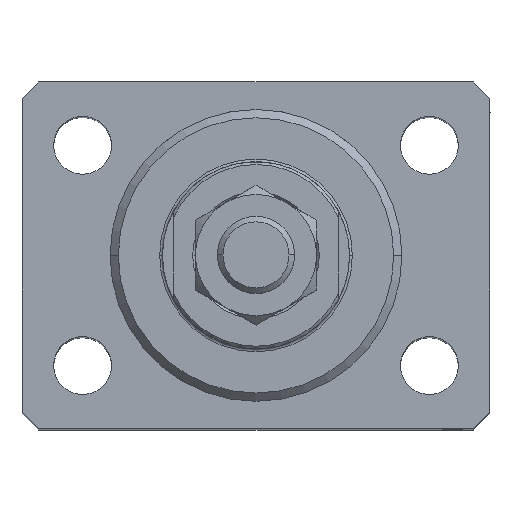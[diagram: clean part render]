
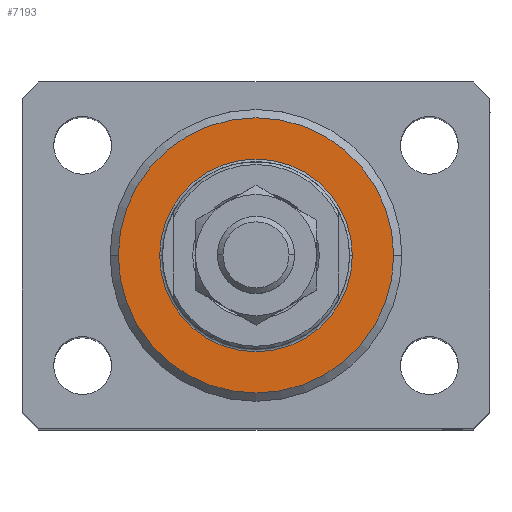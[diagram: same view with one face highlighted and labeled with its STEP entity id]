
A CAD part, top view. The second image highlights one B-rep face of the part: STEP entity #7193.
In plain terms, the highlighted face is planar.
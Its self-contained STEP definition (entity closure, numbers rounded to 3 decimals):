
#2036 = AXIS2_PLACEMENT_3D ( 'NONE', #31202, #12536, #45448 ) ;
#2743 = ORIENTED_EDGE ( 'NONE', *, *, #24433, .T. ) ;
#2879 = AXIS2_PLACEMENT_3D ( 'NONE', #20828, #27596, #16854 ) ;
#3663 = VERTEX_POINT ( 'NONE', #9256 ) ;
#5439 = VERTEX_POINT ( 'NONE', #11926 ) ;
#6423 = DIRECTION ( 'NONE',  ( 1., 0., 0. ) ) ;
#6505 = EDGE_CURVE ( 'NONE', #19853, #5439, #39173, .T. ) ;
#7193 = ADVANCED_FACE ( 'NONE', ( #9929, #38415 ), #28136, .F. ) ;
#7754 = DIRECTION ( 'NONE',  ( 1., 0., 0. ) ) ;
#9256 = CARTESIAN_POINT ( 'NONE',  ( 25., 0., 0. ) ) ;
#9522 = CARTESIAN_POINT ( 'NONE',  ( -25., 0., 0. ) ) ;
#9929 = FACE_BOUND ( 'NONE', #26632, .T. ) ;
#11263 = CARTESIAN_POINT ( 'NONE',  ( 0., 0., 0. ) ) ;
#11926 = CARTESIAN_POINT ( 'NONE',  ( -17.5, 0., 0. ) ) ;
#12259 = CIRCLE ( 'NONE', #42084, 25. ) ;
#12536 = DIRECTION ( 'NONE',  ( 0., 0., -1. ) ) ;
#13670 = CARTESIAN_POINT ( 'NONE',  ( 0., 0., 0. ) ) ;
#16854 = DIRECTION ( 'NONE',  ( 1., 0., 0. ) ) ;
#19853 = VERTEX_POINT ( 'NONE', #22301 ) ;
#20828 = CARTESIAN_POINT ( 'NONE',  ( 0., 0., 0. ) ) ;
#21177 = ORIENTED_EDGE ( 'NONE', *, *, #6505, .T. ) ;
#22301 = CARTESIAN_POINT ( 'NONE',  ( 17.5, 0., 0. ) ) ;
#22747 = VERTEX_POINT ( 'NONE', #9522 ) ;
#23417 = ORIENTED_EDGE ( 'NONE', *, *, #32282, .T. ) ;
#24433 = EDGE_CURVE ( 'NONE', #3663, #22747, #36342, .T. ) ;
#25442 = DIRECTION ( 'NONE',  ( 0., 0., 1. ) ) ;
#26632 = EDGE_LOOP ( 'NONE', ( #21177, #23417 ) ) ;
#27596 = DIRECTION ( 'NONE',  ( 0., 0., 1. ) ) ;
#27732 = EDGE_LOOP ( 'NONE', ( #2743, #28726 ) ) ;
#28136 = PLANE ( 'NONE',  #32460 ) ;
#28553 = DIRECTION ( 'NONE',  ( 0., 0., -1. ) ) ;
#28726 = ORIENTED_EDGE ( 'NONE', *, *, #41325, .T. ) ;
#31202 = CARTESIAN_POINT ( 'NONE',  ( 0., 0., 0. ) ) ;
#32282 = EDGE_CURVE ( 'NONE', #5439, #19853, #37172, .T. ) ;
#32460 = AXIS2_PLACEMENT_3D ( 'NONE', #13670, #45887, #6423 ) ;
#33963 = AXIS2_PLACEMENT_3D ( 'NONE', #39898, #25442, #39438 ) ;
#36342 = CIRCLE ( 'NONE', #2036, 25. ) ;
#37172 = CIRCLE ( 'NONE', #2879, 17.5 ) ;
#38415 = FACE_OUTER_BOUND ( 'NONE', #27732, .T. ) ;
#39173 = CIRCLE ( 'NONE', #33963, 17.5 ) ;
#39438 = DIRECTION ( 'NONE',  ( 1., 0., 0. ) ) ;
#39898 = CARTESIAN_POINT ( 'NONE',  ( 0., 0., 0. ) ) ;
#41325 = EDGE_CURVE ( 'NONE', #22747, #3663, #12259, .T. ) ;
#42084 = AXIS2_PLACEMENT_3D ( 'NONE', #11263, #28553, #7754 ) ;
#45448 = DIRECTION ( 'NONE',  ( 1., 0., 0. ) ) ;
#45887 = DIRECTION ( 'NONE',  ( 0., 0., 1. ) ) ;
